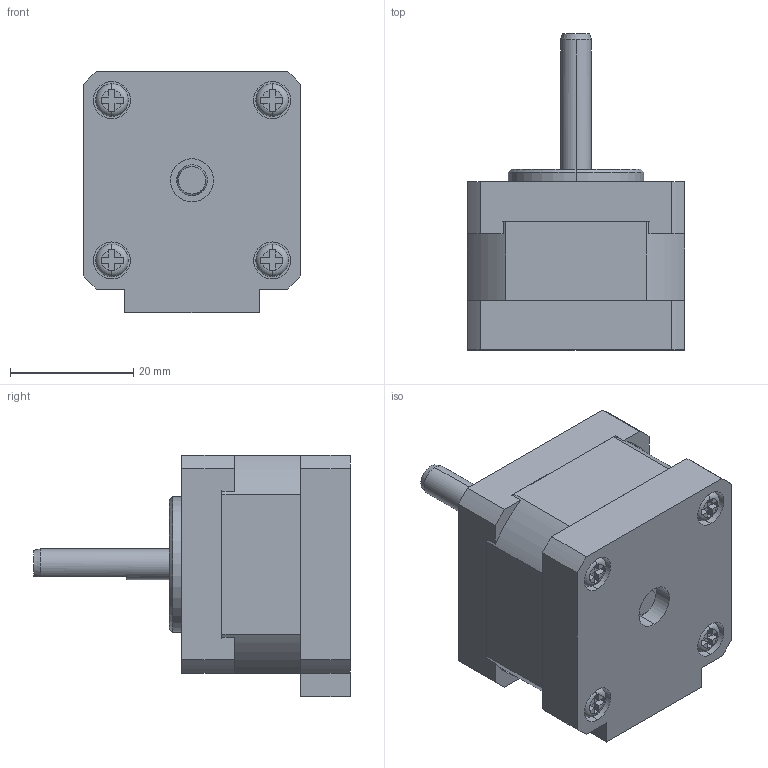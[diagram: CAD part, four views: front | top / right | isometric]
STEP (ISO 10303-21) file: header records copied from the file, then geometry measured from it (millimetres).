
FILE_DESCRIPTION (( 'STEP AP214' ), '1' );
FILE_NAME ('MS14HA1P.STEP', '2016-06-21T02:47:57', ( '' ), ( '' ), 'SwSTEP 2.0', 'SolidWorks 2012', '' );
FILE_SCHEMA (( 'AUTOMOTIVE_DESIGN' ));
Length unit declared in the file: millimetre
Products named in the file (1): MS14HA1P
Bounding box: 35.3 x 51.3 x 39.1 mm (x, y, z)
Volume: 34516.5 mm3; surface area: 8908.3 mm2
Topology: 2 solids, 2 shells, 302 faces, 763 edges, 502 vertices
Faces by surface type: plane 189, cylinder 92, cone 13, torus 8
Entity records: 10490 total; most frequent: CARTESIAN_POINT 1836, DIRECTION 1552, ORIENTED_EDGE 1526, EDGE_CURVE 763, AXIS2_PLACEMENT_3D 544, VERTEX_POINT 502, VECTOR 464, LINE 464
